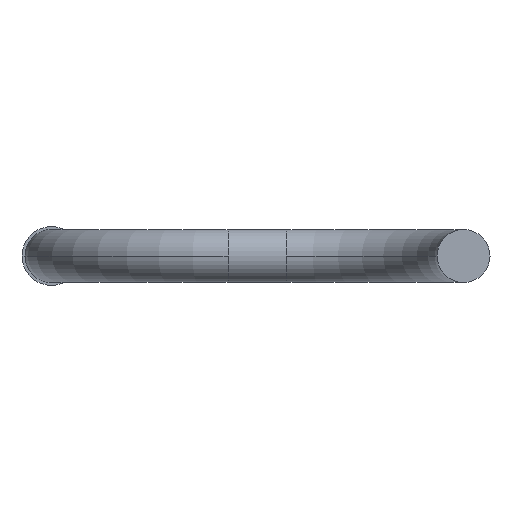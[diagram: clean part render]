
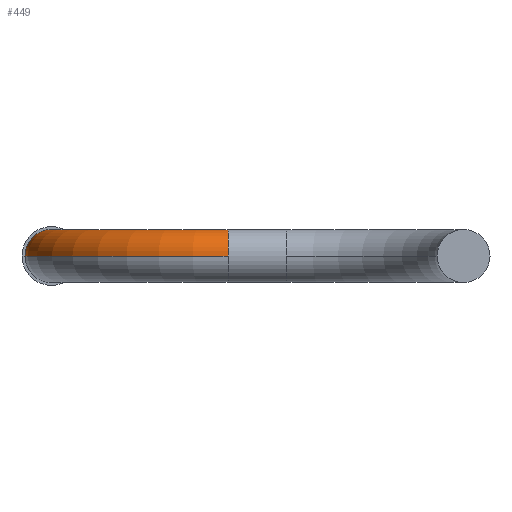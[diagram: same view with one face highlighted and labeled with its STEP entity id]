
A CAD part, left-side view. The second image highlights one B-rep face of the part: STEP entity #449.
In plain terms, the highlighted toroidal (fillet/blend) face has major radius 19.05 mm and minor radius 2.857 mm.
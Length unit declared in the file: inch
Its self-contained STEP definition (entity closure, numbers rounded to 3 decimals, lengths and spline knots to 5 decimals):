
#11 = CARTESIAN_POINT ( 'NONE',  ( -4.75, -0.75, 0. ) ) ;
#12 = ORIENTED_EDGE ( 'NONE', *, *, #407, .T. ) ;
#47 = ORIENTED_EDGE ( 'NONE', *, *, #359, .F. ) ;
#51 = CARTESIAN_POINT ( 'NONE',  ( -4., -0.75, 0. ) ) ;
#85 = ORIENTED_EDGE ( 'NONE', *, *, #479, .F. ) ;
#103 = DIRECTION ( 'NONE',  ( 1., 0., 0. ) ) ;
#105 = CIRCLE ( 'NONE', #386, 0.1125 ) ;
#110 = VERTEX_POINT ( 'NONE', #631 ) ;
#114 = CARTESIAN_POINT ( 'NONE',  ( -4.75, -0.75, 0. ) ) ;
#124 = DIRECTION ( 'NONE',  ( 0., -1., 0. ) ) ;
#150 = AXIS2_PLACEMENT_3D ( 'NONE', #11, #124, #628 ) ;
#153 = EDGE_LOOP ( 'NONE', ( #12, #252, #85, #47, #357 ) ) ;
#156 = AXIS2_PLACEMENT_3D ( 'NONE', #193, #506, #620 ) ;
#193 = CARTESIAN_POINT ( 'NONE',  ( -4., -0.75, 0. ) ) ;
#207 = DIRECTION ( 'NONE',  ( 0., -1., 0. ) ) ;
#222 = AXIS2_PLACEMENT_3D ( 'NONE', #412, #355, #103 ) ;
#252 = ORIENTED_EDGE ( 'NONE', *, *, #337, .T. ) ;
#296 = AXIS2_PLACEMENT_3D ( 'NONE', #51, #563, #511 ) ;
#297 = CARTESIAN_POINT ( 'NONE',  ( -4.8625, -0.75, 0. ) ) ;
#329 = CIRCLE ( 'NONE', #296, 0.8625 ) ;
#337 = EDGE_CURVE ( 'NONE', #566, #451, #329, .T. ) ;
#338 = CIRCLE ( 'NONE', #156, 0.6375 ) ;
#341 = CARTESIAN_POINT ( 'NONE',  ( -4., 0.1125, 0. ) ) ;
#355 = DIRECTION ( 'NONE',  ( 0., 0., 1. ) ) ;
#357 = ORIENTED_EDGE ( 'NONE', *, *, #375, .F. ) ;
#359 = EDGE_CURVE ( 'NONE', #609, #360, #485, .T. ) ;
#360 = VERTEX_POINT ( 'NONE', #478 ) ;
#375 = EDGE_CURVE ( 'NONE', #110, #609, #338, .T. ) ;
#386 = AXIS2_PLACEMENT_3D ( 'NONE', #422, #428, #207 ) ;
#403 = FACE_OUTER_BOUND ( 'NONE', #153, .T. ) ;
#407 = EDGE_CURVE ( 'NONE', #110, #566, #105, .T. ) ;
#412 = CARTESIAN_POINT ( 'NONE',  ( -4., -0.75, 0. ) ) ;
#422 = CARTESIAN_POINT ( 'NONE',  ( -4., 0., 0. ) ) ;
#428 = DIRECTION ( 'NONE',  ( -1., 0., 0. ) ) ;
#449 = ADVANCED_FACE ( 'NONE', ( #403 ), #466, .T. ) ;
#451 = VERTEX_POINT ( 'NONE', #297 ) ;
#463 = DIRECTION ( 'NONE',  ( 0., -1., 0. ) ) ;
#466 = TOROIDAL_SURFACE ( 'NONE', #222, 0.75, 0.1125 ) ;
#478 = CARTESIAN_POINT ( 'NONE',  ( -4.75, -0.75, 0.1125 ) ) ;
#479 = EDGE_CURVE ( 'NONE', #360, #451, #625, .T. ) ;
#485 = CIRCLE ( 'NONE', #627, 0.1125 ) ;
#506 = DIRECTION ( 'NONE',  ( 0., 0., 1. ) ) ;
#511 = DIRECTION ( 'NONE',  ( 1., 0., 0. ) ) ;
#519 = DIRECTION ( 'NONE',  ( 1., 0., 0. ) ) ;
#563 = DIRECTION ( 'NONE',  ( 0., 0., 1. ) ) ;
#566 = VERTEX_POINT ( 'NONE', #341 ) ;
#599 = CARTESIAN_POINT ( 'NONE',  ( -4.6375, -0.75, 0. ) ) ;
#609 = VERTEX_POINT ( 'NONE', #599 ) ;
#620 = DIRECTION ( 'NONE',  ( 1., 0., 0. ) ) ;
#625 = CIRCLE ( 'NONE', #150, 0.1125 ) ;
#627 = AXIS2_PLACEMENT_3D ( 'NONE', #114, #463, #519 ) ;
#628 = DIRECTION ( 'NONE',  ( 1., 0., 0. ) ) ;
#631 = CARTESIAN_POINT ( 'NONE',  ( -4., -0.1125, 0. ) ) ;
